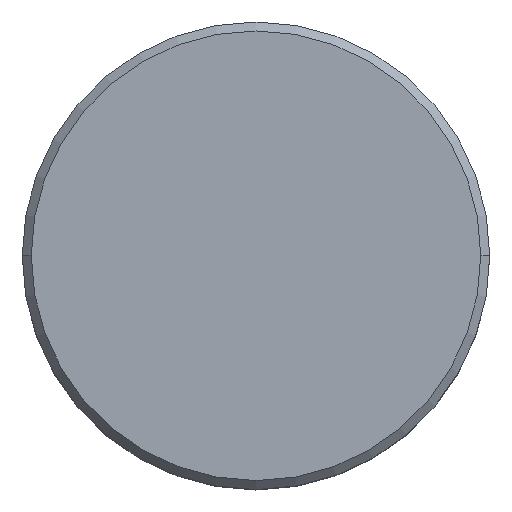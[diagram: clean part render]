
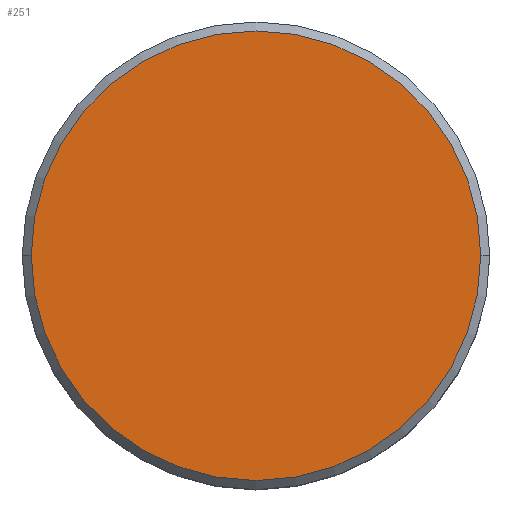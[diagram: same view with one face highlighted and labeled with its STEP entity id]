
A CAD part, top view. The second image highlights one B-rep face of the part: STEP entity #251.
In plain terms, the highlighted planar face has unit normal (0, 0, 1).
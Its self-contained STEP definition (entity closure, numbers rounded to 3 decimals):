
#3 = CARTESIAN_POINT ( 'NONE',  ( 0., 0., 0. ) ) ;
#16 = VERTEX_POINT ( 'NONE', #421 ) ;
#21 = DIRECTION ( 'NONE',  ( 0., 0., 1. ) ) ;
#24 = CARTESIAN_POINT ( 'NONE',  ( 0., 0., 0. ) ) ;
#69 = CIRCLE ( 'NONE', #380, 12.5 ) ;
#160 = FACE_OUTER_BOUND ( 'NONE', #175, .T. ) ;
#171 = VERTEX_POINT ( 'NONE', #356 ) ;
#175 = EDGE_LOOP ( 'NONE', ( #219, #378 ) ) ;
#193 = DIRECTION ( 'NONE',  ( 1., 0., 0. ) ) ;
#199 = EDGE_CURVE ( 'NONE', #16, #171, #447, .T. ) ;
#213 = DIRECTION ( 'NONE',  ( 1., 0., 0. ) ) ;
#219 = ORIENTED_EDGE ( 'NONE', *, *, #199, .T. ) ;
#223 = DIRECTION ( 'NONE',  ( 0., 0., 1. ) ) ;
#251 = ADVANCED_FACE ( 'NONE', ( #160 ), #370, .T. ) ;
#279 = DIRECTION ( 'NONE',  ( 0., 0., 1. ) ) ;
#336 = AXIS2_PLACEMENT_3D ( 'NONE', #437, #21, #372 ) ;
#356 = CARTESIAN_POINT ( 'NONE',  ( 12.5, 0., 0. ) ) ;
#370 = PLANE ( 'NONE',  #414 ) ;
#372 = DIRECTION ( 'NONE',  ( 1., 0., 0. ) ) ;
#378 = ORIENTED_EDGE ( 'NONE', *, *, #448, .T. ) ;
#380 = AXIS2_PLACEMENT_3D ( 'NONE', #3, #279, #213 ) ;
#414 = AXIS2_PLACEMENT_3D ( 'NONE', #24, #223, #193 ) ;
#421 = CARTESIAN_POINT ( 'NONE',  ( -12.5, 0., 0. ) ) ;
#437 = CARTESIAN_POINT ( 'NONE',  ( 0., 0., 0. ) ) ;
#447 = CIRCLE ( 'NONE', #336, 12.5 ) ;
#448 = EDGE_CURVE ( 'NONE', #171, #16, #69, .T. ) ;
